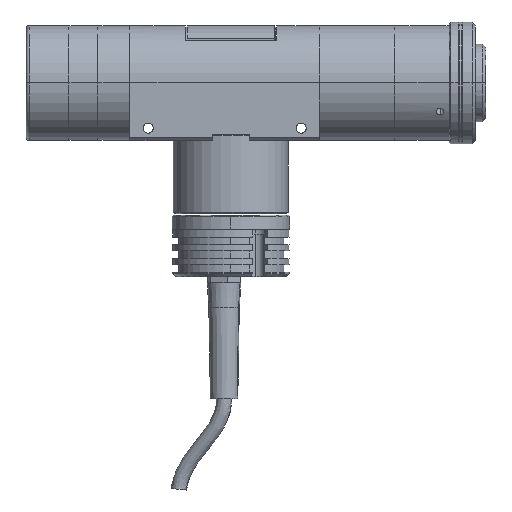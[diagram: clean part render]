
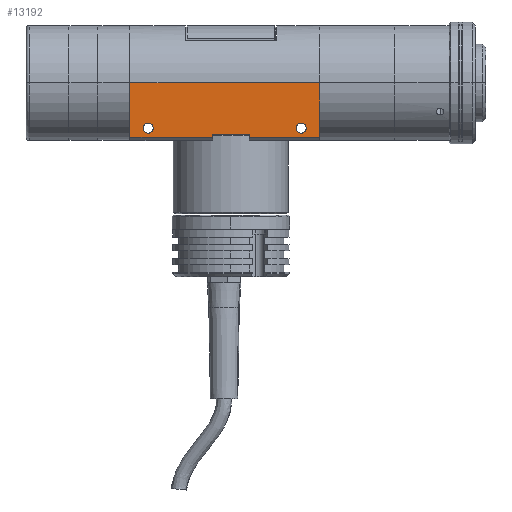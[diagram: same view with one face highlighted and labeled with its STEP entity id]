
A CAD part, top view. The second image highlights one B-rep face of the part: STEP entity #13192.
In plain terms, the highlighted planar face has unit normal (0, 0, 1).
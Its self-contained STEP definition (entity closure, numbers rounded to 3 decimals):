
#305 = LINE ( 'NONE', #5947, #2956 ) ;
#331 = ORIENTED_EDGE ( 'NONE', *, *, #5566, .F. ) ;
#341 = CARTESIAN_POINT ( 'NONE',  ( 255.198, -17.85, 18.85 ) ) ;
#357 = DIRECTION ( 'NONE',  ( 0., 0., 1. ) ) ;
#655 = CARTESIAN_POINT ( 'NONE',  ( 255.198, -17.85, 18.85 ) ) ;
#1006 = CIRCLE ( 'NONE', #9231, 1.65 ) ;
#1031 = EDGE_LOOP ( 'NONE', ( #6457, #13515 ) ) ;
#1426 = EDGE_CURVE ( 'NONE', #2672, #6850, #12322, .T. ) ;
#1476 = FACE_BOUND ( 'NONE', #5736, .T. ) ;
#1791 = DIRECTION ( 'NONE',  ( 0., -1., 0. ) ) ;
#1831 = CARTESIAN_POINT ( 'NONE',  ( 220.89, -14.85, 18.85 ) ) ;
#1897 = ORIENTED_EDGE ( 'NONE', *, *, #1426, .T. ) ;
#2096 = VECTOR ( 'NONE', #5677, 1000. ) ;
#2140 = CARTESIAN_POINT ( 'NONE',  ( 255.198, -16.85, 18.85 ) ) ;
#2151 = ORIENTED_EDGE ( 'NONE', *, *, #3939, .F. ) ;
#2323 = CARTESIAN_POINT ( 'NONE',  ( 172.34, -14.85, 18.85 ) ) ;
#2547 = AXIS2_PLACEMENT_3D ( 'NONE', #10087, #3352, #11223 ) ;
#2672 = VERTEX_POINT ( 'NONE', #9005 ) ;
#2758 = ORIENTED_EDGE ( 'NONE', *, *, #10829, .T. ) ;
#2956 = VECTOR ( 'NONE', #12478, 1000. ) ;
#2978 = CARTESIAN_POINT ( 'NONE',  ( 255.198, 0., 18.85 ) ) ;
#3106 = CARTESIAN_POINT ( 'NONE',  ( 166.34, -17.85, 18.85 ) ) ;
#3352 = DIRECTION ( 'NONE',  ( 0., 0., 1. ) ) ;
#3356 = EDGE_CURVE ( 'NONE', #11582, #8419, #6207, .T. ) ;
#3454 = VERTEX_POINT ( 'NONE', #5155 ) ;
#3459 = DIRECTION ( 'NONE',  ( 1., 0., 0. ) ) ;
#3770 = VERTEX_POINT ( 'NONE', #1831 ) ;
#3798 = CARTESIAN_POINT ( 'NONE',  ( 255.198, -17.85, 18.85 ) ) ;
#3804 = VERTEX_POINT ( 'NONE', #14312 ) ;
#3939 = EDGE_CURVE ( 'NONE', #4345, #5922, #9158, .T. ) ;
#3998 = CIRCLE ( 'NONE', #10044, 1.65 ) ;
#4055 = VECTOR ( 'NONE', #8172, 1000. ) ;
#4139 = FACE_BOUND ( 'NONE', #1031, .T. ) ;
#4242 = DIRECTION ( 'NONE',  ( 0., -1., 0. ) ) ;
#4345 = VERTEX_POINT ( 'NONE', #13097 ) ;
#4349 = ORIENTED_EDGE ( 'NONE', *, *, #8540, .F. ) ;
#4988 = EDGE_CURVE ( 'NONE', #14428, #11582, #8952, .T. ) ;
#5118 = EDGE_LOOP ( 'NONE', ( #10172, #1897, #331, #11507, #10309, #2758, #8181, #12352 ) ) ;
#5155 = CARTESIAN_POINT ( 'NONE',  ( 166.34, 0., 18.85 ) ) ;
#5212 = VECTOR ( 'NONE', #7442, 1000. ) ;
#5226 = EDGE_CURVE ( 'NONE', #13313, #3454, #305, .T. ) ;
#5566 = EDGE_CURVE ( 'NONE', #8419, #6850, #14484, .T. ) ;
#5677 = DIRECTION ( 'NONE',  ( 0., -1., 0. ) ) ;
#5736 = EDGE_LOOP ( 'NONE', ( #2151, #4349 ) ) ;
#5922 = VERTEX_POINT ( 'NONE', #6624 ) ;
#5947 = CARTESIAN_POINT ( 'NONE',  ( 166.34, -17.85, 18.85 ) ) ;
#5988 = CARTESIAN_POINT ( 'NONE',  ( 205.45, -17.85, 18.85 ) ) ;
#6170 = VECTOR ( 'NONE', #12714, 1000. ) ;
#6207 = LINE ( 'NONE', #3798, #8454 ) ;
#6376 = EDGE_CURVE ( 'NONE', #3770, #3804, #1006, .T. ) ;
#6457 = ORIENTED_EDGE ( 'NONE', *, *, #10351, .F. ) ;
#6547 = CARTESIAN_POINT ( 'NONE',  ( 222.54, -14.85, 18.85 ) ) ;
#6624 = CARTESIAN_POINT ( 'NONE',  ( 170.69, -14.85, 18.85 ) ) ;
#6850 = VERTEX_POINT ( 'NONE', #12461 ) ;
#7023 = LINE ( 'NONE', #341, #4055 ) ;
#7060 = CARTESIAN_POINT ( 'NONE',  ( 228.54, 0., 18.85 ) ) ;
#7087 = CARTESIAN_POINT ( 'NONE',  ( 222.54, -14.85, 18.85 ) ) ;
#7442 = DIRECTION ( 'NONE',  ( -1., 0., 0. ) ) ;
#7503 = CARTESIAN_POINT ( 'NONE',  ( 228.54, -17.85, 18.85 ) ) ;
#7644 = DIRECTION ( 'NONE',  ( 1., 0., 0. ) ) ;
#8041 = LINE ( 'NONE', #13466, #2096 ) ;
#8172 = DIRECTION ( 'NONE',  ( -1., 0., 0. ) ) ;
#8181 = ORIENTED_EDGE ( 'NONE', *, *, #5226, .F. ) ;
#8194 = DIRECTION ( 'NONE',  ( 1., 0., 0. ) ) ;
#8339 = PLANE ( 'NONE',  #8904 ) ;
#8419 = VERTEX_POINT ( 'NONE', #9323 ) ;
#8454 = VECTOR ( 'NONE', #9437, 1000. ) ;
#8489 = DIRECTION ( 'NONE',  ( 0., 0., 1. ) ) ;
#8540 = EDGE_CURVE ( 'NONE', #5922, #4345, #13075, .T. ) ;
#8656 = EDGE_CURVE ( 'NONE', #13858, #13313, #7023, .T. ) ;
#8904 = AXIS2_PLACEMENT_3D ( 'NONE', #655, #8489, #1791 ) ;
#8952 = LINE ( 'NONE', #7503, #14649 ) ;
#9005 = CARTESIAN_POINT ( 'NONE',  ( 193.45, -16.85, 18.85 ) ) ;
#9023 = EDGE_CURVE ( 'NONE', #2672, #13858, #8041, .T. ) ;
#9158 = CIRCLE ( 'NONE', #2547, 1.65 ) ;
#9231 = AXIS2_PLACEMENT_3D ( 'NONE', #7087, #357, #8194 ) ;
#9292 = VECTOR ( 'NONE', #13438, 1000. ) ;
#9323 = CARTESIAN_POINT ( 'NONE',  ( 205.45, -17.85, 18.85 ) ) ;
#9437 = DIRECTION ( 'NONE',  ( -1., 0., 0. ) ) ;
#10044 = AXIS2_PLACEMENT_3D ( 'NONE', #6547, #14466, #7644 ) ;
#10087 = CARTESIAN_POINT ( 'NONE',  ( 172.34, -14.85, 18.85 ) ) ;
#10119 = FACE_OUTER_BOUND ( 'NONE', #5118, .T. ) ;
#10172 = ORIENTED_EDGE ( 'NONE', *, *, #9023, .F. ) ;
#10196 = DIRECTION ( 'NONE',  ( 0., 0., 1. ) ) ;
#10309 = ORIENTED_EDGE ( 'NONE', *, *, #4988, .F. ) ;
#10351 = EDGE_CURVE ( 'NONE', #3804, #3770, #3998, .T. ) ;
#10829 = EDGE_CURVE ( 'NONE', #14428, #3454, #11199, .T. ) ;
#11199 = LINE ( 'NONE', #2978, #5212 ) ;
#11223 = DIRECTION ( 'NONE',  ( 1., 0., 0. ) ) ;
#11507 = ORIENTED_EDGE ( 'NONE', *, *, #3356, .F. ) ;
#11582 = VERTEX_POINT ( 'NONE', #14432 ) ;
#11644 = CARTESIAN_POINT ( 'NONE',  ( 193.45, -17.85, 18.85 ) ) ;
#11786 = AXIS2_PLACEMENT_3D ( 'NONE', #2323, #10196, #3459 ) ;
#12322 = LINE ( 'NONE', #2140, #9292 ) ;
#12352 = ORIENTED_EDGE ( 'NONE', *, *, #8656, .F. ) ;
#12461 = CARTESIAN_POINT ( 'NONE',  ( 205.45, -16.85, 18.85 ) ) ;
#12478 = DIRECTION ( 'NONE',  ( 0., 1., 0. ) ) ;
#12714 = DIRECTION ( 'NONE',  ( 0., 1., 0. ) ) ;
#13075 = CIRCLE ( 'NONE', #11786, 1.65 ) ;
#13097 = CARTESIAN_POINT ( 'NONE',  ( 173.99, -14.85, 18.85 ) ) ;
#13192 = ADVANCED_FACE ( 'NONE', ( #1476, #4139, #10119 ), #8339, .T. ) ;
#13313 = VERTEX_POINT ( 'NONE', #3106 ) ;
#13438 = DIRECTION ( 'NONE',  ( 1., 0., 0. ) ) ;
#13466 = CARTESIAN_POINT ( 'NONE',  ( 193.45, -17.85, 18.85 ) ) ;
#13515 = ORIENTED_EDGE ( 'NONE', *, *, #6376, .F. ) ;
#13858 = VERTEX_POINT ( 'NONE', #11644 ) ;
#14312 = CARTESIAN_POINT ( 'NONE',  ( 224.19, -14.85, 18.85 ) ) ;
#14428 = VERTEX_POINT ( 'NONE', #7060 ) ;
#14432 = CARTESIAN_POINT ( 'NONE',  ( 228.54, -17.85, 18.85 ) ) ;
#14466 = DIRECTION ( 'NONE',  ( 0., 0., 1. ) ) ;
#14484 = LINE ( 'NONE', #5988, #6170 ) ;
#14649 = VECTOR ( 'NONE', #4242, 1000. ) ;
